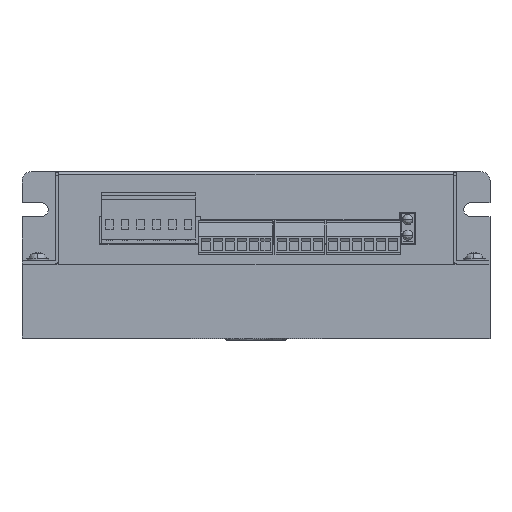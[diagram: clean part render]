
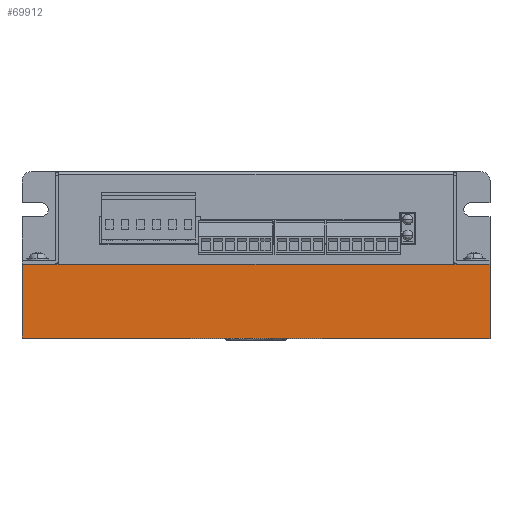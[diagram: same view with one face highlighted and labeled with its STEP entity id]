
A CAD part, top view. The second image highlights one B-rep face of the part: STEP entity #69912.
In plain terms, the highlighted planar face has unit normal (0, 0, 1).
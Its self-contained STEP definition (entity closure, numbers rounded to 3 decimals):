
#316 = CARTESIAN_POINT ( 'NONE',  ( 151.2, -51.9, 2. ) ) ;
#3575 = VECTOR ( 'NONE', #45655, 1000. ) ;
#4817 = ORIENTED_EDGE ( 'NONE', *, *, #32103, .T. ) ;
#8762 = EDGE_CURVE ( 'NONE', #41090, #41420, #48265, .T. ) ;
#9857 = ORIENTED_EDGE ( 'NONE', *, *, #33077, .F. ) ;
#10379 = FACE_OUTER_BOUND ( 'NONE', #55868, .T. ) ;
#10736 = DIRECTION ( 'NONE',  ( 0., 0., 1. ) ) ;
#11750 = EDGE_CURVE ( 'NONE', #27929, #43488, #19676, .T. ) ;
#15790 = DIRECTION ( 'NONE',  ( -1., 0., 0. ) ) ;
#19676 = LINE ( 'NONE', #42910, #38897 ) ;
#20606 = AXIS2_PLACEMENT_3D ( 'NONE', #55435, #10736, #66763 ) ;
#23625 = VECTOR ( 'NONE', #27652, 1000. ) ;
#26177 = ORIENTED_EDGE ( 'NONE', *, *, #11750, .T. ) ;
#27652 = DIRECTION ( 'NONE',  ( 0., -1., 0. ) ) ;
#27803 = DIRECTION ( 'NONE',  ( 0., -1., 0. ) ) ;
#27929 = VERTEX_POINT ( 'NONE', #70589 ) ;
#31215 = ORIENTED_EDGE ( 'NONE', *, *, #8762, .T. ) ;
#32103 = EDGE_CURVE ( 'NONE', #43488, #41090, #56961, .T. ) ;
#33077 = EDGE_CURVE ( 'NONE', #27929, #41420, #37657, .T. ) ;
#37657 = LINE ( 'NONE', #54756, #23625 ) ;
#38897 = VECTOR ( 'NONE', #15790, 1000. ) ;
#41090 = VERTEX_POINT ( 'NONE', #61214 ) ;
#41420 = VERTEX_POINT ( 'NONE', #43073 ) ;
#42910 = CARTESIAN_POINT ( 'NONE',  ( 151.2, -28., 2. ) ) ;
#43073 = CARTESIAN_POINT ( 'NONE',  ( 151.2, -51.9, 2. ) ) ;
#43488 = VERTEX_POINT ( 'NONE', #49994 ) ;
#45655 = DIRECTION ( 'NONE',  ( 1., 0., 0. ) ) ;
#47410 = VECTOR ( 'NONE', #27803, 1000. ) ;
#48265 = LINE ( 'NONE', #316, #3575 ) ;
#49994 = CARTESIAN_POINT ( 'NONE',  ( 0., -28., 2. ) ) ;
#54756 = CARTESIAN_POINT ( 'NONE',  ( 151.2, 2., 2. ) ) ;
#55435 = CARTESIAN_POINT ( 'NONE',  ( 151.2, 2., 2. ) ) ;
#55868 = EDGE_LOOP ( 'NONE', ( #4817, #31215, #9857, #26177 ) ) ;
#56961 = LINE ( 'NONE', #61494, #47410 ) ;
#61070 = PLANE ( 'NONE',  #20606 ) ;
#61214 = CARTESIAN_POINT ( 'NONE',  ( 0., -51.9, 2. ) ) ;
#61494 = CARTESIAN_POINT ( 'NONE',  ( 0., 2., 2. ) ) ;
#66763 = DIRECTION ( 'NONE',  ( 1., 0., 0. ) ) ;
#69912 = ADVANCED_FACE ( 'NONE', ( #10379 ), #61070, .T. ) ;
#70589 = CARTESIAN_POINT ( 'NONE',  ( 151.2, -28., 2. ) ) ;
